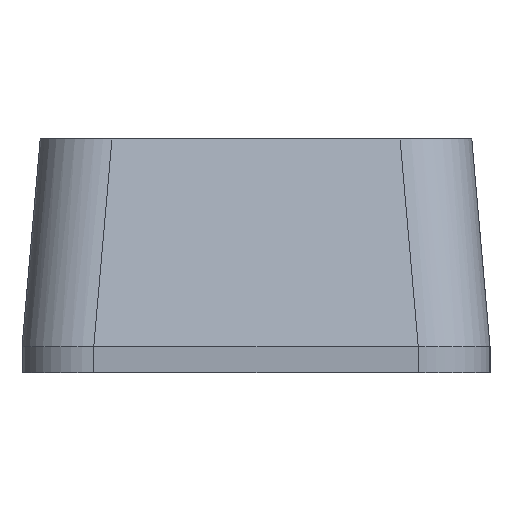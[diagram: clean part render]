
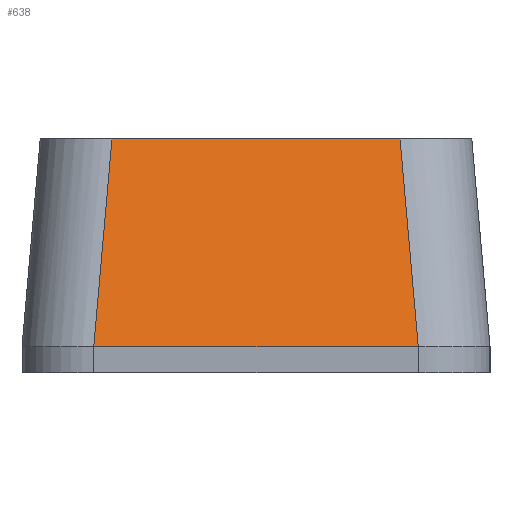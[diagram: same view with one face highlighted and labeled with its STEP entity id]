
A CAD part, left-side view. The second image highlights one B-rep face of the part: STEP entity #638.
In plain terms, the highlighted planar face has unit normal (-0.966, 0, 0.259).
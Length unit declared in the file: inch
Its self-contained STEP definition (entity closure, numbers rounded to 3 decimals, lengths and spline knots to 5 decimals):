
#385=FACE_OUTER_BOUND('',#1086,.T.);
#638=ADVANCED_FACE('',(#385),#890,.T.);
#890=PLANE('',#4829);
#1086=EDGE_LOOP('',(#1638,#1639,#1640,#1641));
#1638=ORIENTED_EDGE('',*,*,#3376,.T.);
#1639=ORIENTED_EDGE('',*,*,#3377,.T.);
#1640=ORIENTED_EDGE('',*,*,#3145,.T.);
#1641=ORIENTED_EDGE('',*,*,#3378,.T.);
#2720=VERTEX_POINT('',#6467);
#2721=VERTEX_POINT('',#6469);
#2926=VERTEX_POINT('',#6944);
#2927=VERTEX_POINT('',#6945);
#3145=EDGE_CURVE('',#2721,#2720,#3807,.T.);
#3376=EDGE_CURVE('',#2926,#2927,#3968,.T.);
#3377=EDGE_CURVE('',#2927,#2721,#3969,.T.);
#3378=EDGE_CURVE('',#2720,#2926,#3970,.T.);
#3807=LINE('',#6468,#4272);
#3968=LINE('',#6943,#4433);
#3969=LINE('',#6946,#4434);
#3970=LINE('',#6947,#4435);
#4272=VECTOR('',#5169,1.);
#4433=VECTOR('',#5512,1.);
#4434=VECTOR('',#5513,1.);
#4435=VECTOR('',#5514,1.);
#4829=AXIS2_PLACEMENT_3D('',#6948,#5515,#5516);
#5169=DIRECTION('',(0.,1.,0.));
#5512=DIRECTION('',(0.,-1.,0.));
#5513=DIRECTION('',(0.258,0.084,0.962));
#5514=DIRECTION('',(-0.258,0.084,-0.962));
#5515=DIRECTION('',(-0.966,0.,0.259));
#5516=DIRECTION('',(0.259,0.,0.966));
#6467=CARTESIAN_POINT('',(0.09512,0.64629,0.355));
#6468=CARTESIAN_POINT('',(0.09512,0.,0.355));
#6469=CARTESIAN_POINT('',(0.09512,0.15371,0.355));
#6943=CARTESIAN_POINT('',(0.,0.,0.));
#6944=CARTESIAN_POINT('',(0.,0.67735,0.));
#6945=CARTESIAN_POINT('',(0.,0.12265,0.));
#6946=CARTESIAN_POINT('',(-0.00266,0.12178,-0.00994));
#6947=CARTESIAN_POINT('',(0.01471,0.67255,0.0549));
#6948=CARTESIAN_POINT('',(0.,0.,0.));
